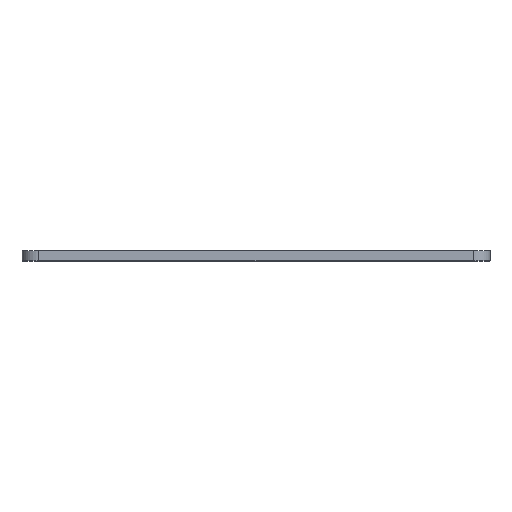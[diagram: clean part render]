
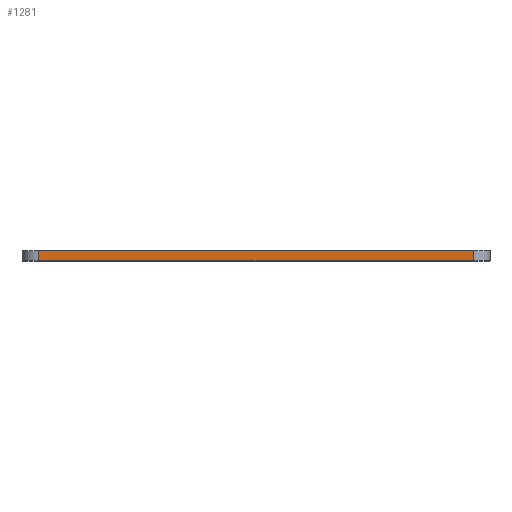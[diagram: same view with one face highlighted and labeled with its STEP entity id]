
A CAD part, top view. The second image highlights one B-rep face of the part: STEP entity #1281.
In plain terms, the highlighted planar face has unit normal (0, 0, 1).
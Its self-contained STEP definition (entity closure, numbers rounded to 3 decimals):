
#37 = DIRECTION ( 'NONE',  ( -1., 0., 0. ) ) ;
#138 = CARTESIAN_POINT ( 'NONE',  ( -45., 86.946, 24.5 ) ) ;
#160 = CARTESIAN_POINT ( 'NONE',  ( -42.5, 0., 24.5 ) ) ;
#162 = LINE ( 'NONE', #683, #292 ) ;
#174 = ORIENTED_EDGE ( 'NONE', *, *, #244, .T. ) ;
#181 = DIRECTION ( 'NONE',  ( 0., 0., -1. ) ) ;
#183 = LINE ( 'NONE', #1426, #1099 ) ;
#186 = LINE ( 'NONE', #1002, #860 ) ;
#244 = EDGE_CURVE ( 'NONE', #1300, #830, #162, .T. ) ;
#292 = VECTOR ( 'NONE', #1248, 1000. ) ;
#396 = ORIENTED_EDGE ( 'NONE', *, *, #1546, .F. ) ;
#424 = ORIENTED_EDGE ( 'NONE', *, *, #1122, .T. ) ;
#554 = DIRECTION ( 'NONE',  ( 1., 0., 0. ) ) ;
#630 = CARTESIAN_POINT ( 'NONE',  ( 22.5, 0., 24.5 ) ) ;
#683 = CARTESIAN_POINT ( 'NONE',  ( -42.5, 86.946, 24.5 ) ) ;
#830 = VERTEX_POINT ( 'NONE', #160 ) ;
#859 = PLANE ( 'NONE',  #1656 ) ;
#860 = VECTOR ( 'NONE', #554, 1000. ) ;
#936 = EDGE_LOOP ( 'NONE', ( #396, #174, #424, #1165 ) ) ;
#978 = DIRECTION ( 'NONE',  ( 0., 1., 0. ) ) ;
#1002 = CARTESIAN_POINT ( 'NONE',  ( -45., 1.5, 24.5 ) ) ;
#1099 = VECTOR ( 'NONE', #978, 1000. ) ;
#1122 = EDGE_CURVE ( 'NONE', #830, #1320, #1639, .T. ) ;
#1165 = ORIENTED_EDGE ( 'NONE', *, *, #1872, .T. ) ;
#1248 = DIRECTION ( 'NONE',  ( 0., -1., 0. ) ) ;
#1254 = VECTOR ( 'NONE', #1502, 1000. ) ;
#1281 = ADVANCED_FACE ( 'NONE', ( #1817 ), #859, .F. ) ;
#1300 = VERTEX_POINT ( 'NONE', #1490 ) ;
#1320 = VERTEX_POINT ( 'NONE', #630 ) ;
#1426 = CARTESIAN_POINT ( 'NONE',  ( 22.5, 86.946, 24.5 ) ) ;
#1490 = CARTESIAN_POINT ( 'NONE',  ( -42.5, 1.5, 24.5 ) ) ;
#1502 = DIRECTION ( 'NONE',  ( 1., 0., 0. ) ) ;
#1546 = EDGE_CURVE ( 'NONE', #1300, #1687, #186, .T. ) ;
#1577 = CARTESIAN_POINT ( 'NONE',  ( -45., 0., 24.5 ) ) ;
#1639 = LINE ( 'NONE', #1577, #1254 ) ;
#1656 = AXIS2_PLACEMENT_3D ( 'NONE', #138, #181, #37 ) ;
#1687 = VERTEX_POINT ( 'NONE', #1722 ) ;
#1722 = CARTESIAN_POINT ( 'NONE',  ( 22.5, 1.5, 24.5 ) ) ;
#1817 = FACE_OUTER_BOUND ( 'NONE', #936, .T. ) ;
#1872 = EDGE_CURVE ( 'NONE', #1320, #1687, #183, .T. ) ;
